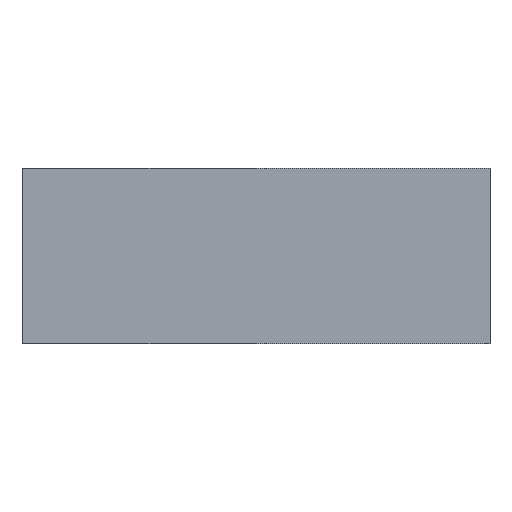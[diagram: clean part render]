
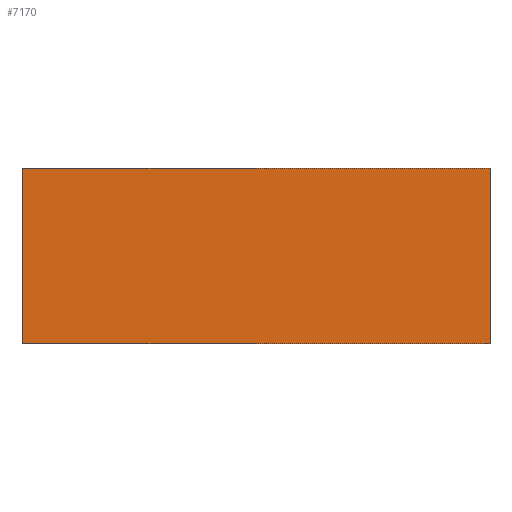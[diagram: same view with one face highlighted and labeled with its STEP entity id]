
A CAD part, front view. The second image highlights one B-rep face of the part: STEP entity #7170.
In plain terms, the highlighted planar face has unit normal (0, -1, 0).
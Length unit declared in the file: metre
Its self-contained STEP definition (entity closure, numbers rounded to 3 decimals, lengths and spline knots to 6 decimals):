
#1433=ORIENTED_EDGE('',*,*,#3078,.T.);
#1434=ORIENTED_EDGE('',*,*,#3660,.F.);
#1435=ORIENTED_EDGE('',*,*,#3651,.F.);
#1436=ORIENTED_EDGE('',*,*,#3659,.T.);
#3078=EDGE_CURVE('',#4195,#4194,#4845,.T.);
#3651=EDGE_CURVE('',#4767,#4768,#5065,.T.);
#3659=EDGE_CURVE('',#4767,#4195,#5073,.T.);
#3660=EDGE_CURVE('',#4768,#4194,#5074,.T.);
#4194=VERTEX_POINT('',#10813);
#4195=VERTEX_POINT('',#10815);
#4767=VERTEX_POINT('',#12043);
#4768=VERTEX_POINT('',#12045);
#4845=LINE('',#10814,#5515);
#5065=LINE('',#12044,#5735);
#5073=LINE('',#12059,#5743);
#5074=LINE('',#12061,#5744);
#5515=VECTOR('',#8543,1.);
#5735=VECTOR('',#9391,1.);
#5743=VECTOR('',#9403,1.);
#5744=VECTOR('',#9406,1.);
#6193=EDGE_LOOP('',(#1433,#1434,#1435,#1436));
#6643=FACE_BOUND('',#6193,.T.);
#7018=PLANE('',#7954);
#7170=ADVANCED_FACE('',(#6643),#7018,.F.);
#7954=AXIS2_PLACEMENT_3D('',#12060,#9404,#9405);
#8543=DIRECTION('',(1.,0.,0.));
#9391=DIRECTION('',(1.,0.,0.));
#9403=DIRECTION('',(0.,0.,-1.));
#9404=DIRECTION('',(0.,1.,0.));
#9405=DIRECTION('',(0.,0.,1.));
#9406=DIRECTION('',(0.,0.,-1.));
#10813=CARTESIAN_POINT('',(-0.013502,0.002608,0.));
#10814=CARTESIAN_POINT('',(-0.033519,0.002608,0.));
#10815=CARTESIAN_POINT('',(-0.053535,0.002608,0.));
#12043=CARTESIAN_POINT('',(-0.053535,0.002608,0.015));
#12044=CARTESIAN_POINT('',(-0.033519,0.002608,0.015));
#12045=CARTESIAN_POINT('',(-0.013502,0.002608,0.015));
#12059=CARTESIAN_POINT('',(-0.053535,0.002608,0.015));
#12060=CARTESIAN_POINT('',(-0.033519,0.002608,0.015));
#12061=CARTESIAN_POINT('',(-0.013502,0.002608,0.015));
